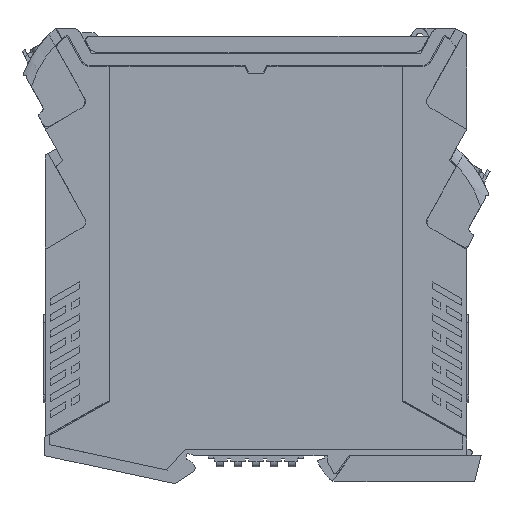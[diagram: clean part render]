
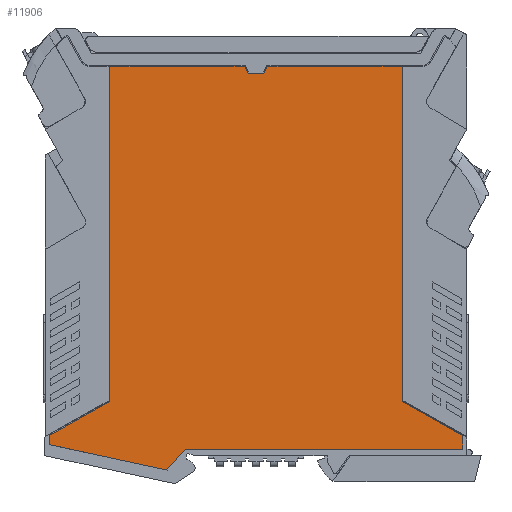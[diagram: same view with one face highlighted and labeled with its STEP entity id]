
A CAD part, left-side view. The second image highlights one B-rep face of the part: STEP entity #11906.
In plain terms, the highlighted planar face has unit normal (-1, 0, 0).
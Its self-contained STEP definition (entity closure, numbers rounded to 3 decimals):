
#11884=AXIS2_PLACEMENT_3D('Plane Axis2P3D',#11881,#11882,#11883) ;
#8233=CARTESIAN_POINT('Vertex',(0.,6.773,12.04)) ;
#8236=CARTESIAN_POINT('Line Origine',(0.,6.773,10.332)) ;
#8240=CARTESIAN_POINT('Vertex',(0.,6.773,8.624)) ;
#8256=CARTESIAN_POINT('Line Origine',(0.,58.64,8.624)) ;
#8260=CARTESIAN_POINT('Vertex',(0.,76.332,8.624)) ;
#8276=CARTESIAN_POINT('Line Origine',(0.,78.847,5.745)) ;
#8280=CARTESIAN_POINT('Vertex',(0.,80.884,3.413)) ;
#8282=CARTESIAN_POINT('Vertex',(0.,76.81,8.077)) ;
#8290=CARTESIAN_POINT('Line Origine',(0.,76.568,8.353)) ;
#8294=CARTESIAN_POINT('Vertex',(0.,76.805,8.082)) ;
#8297=CARTESIAN_POINT('Line Origine',(0.,76.808,8.079)) ;
#8314=CARTESIAN_POINT('Line Origine',(0.,95.661,6.592)) ;
#8318=CARTESIAN_POINT('Vertex',(0.,110.437,9.771)) ;
#8338=CARTESIAN_POINT('Line Origine',(0.,110.437,10.906)) ;
#8342=CARTESIAN_POINT('Vertex',(0.,110.437,12.04)) ;
#8358=CARTESIAN_POINT('Line Origine',(0.,102.821,16.305)) ;
#8362=CARTESIAN_POINT('Vertex',(0.,95.205,20.571)) ;
#8378=CARTESIAN_POINT('Line Origine',(0.,95.205,62.547)) ;
#8382=CARTESIAN_POINT('Vertex',(0.,95.205,104.524)) ;
#8398=CARTESIAN_POINT('Line Origine',(0.,63.186,104.524)) ;
#8402=CARTESIAN_POINT('Vertex',(0.,61.436,104.524)) ;
#8404=CARTESIAN_POINT('Vertex',(0.,64.936,104.524)) ;
#8412=CARTESIAN_POINT('Line Origine',(0.,80.07,104.524)) ;
#8431=CARTESIAN_POINT('Line Origine',(0.,60.993,103.574)) ;
#8435=CARTESIAN_POINT('Vertex',(0.,60.55,102.624)) ;
#8455=CARTESIAN_POINT('Vertex',(0.,56.66,102.624)) ;
#8458=CARTESIAN_POINT('Line Origine',(0.,58.605,102.624)) ;
#8476=CARTESIAN_POINT('Line Origine',(0.,56.217,103.574)) ;
#8480=CARTESIAN_POINT('Vertex',(0.,55.774,104.524)) ;
#8496=CARTESIAN_POINT('Line Origine',(0.,37.14,104.524)) ;
#8500=CARTESIAN_POINT('Vertex',(0.,22.005,104.524)) ;
#8502=CARTESIAN_POINT('Vertex',(0.,52.274,104.524)) ;
#8510=CARTESIAN_POINT('Line Origine',(0.,54.024,104.524)) ;
#8524=CARTESIAN_POINT('Line Origine',(0.,22.005,62.547)) ;
#8528=CARTESIAN_POINT('Vertex',(0.,22.005,20.571)) ;
#8544=CARTESIAN_POINT('Line Origine',(0.,14.389,16.305)) ;
#11881=CARTESIAN_POINT('Axis2P3D Location',(0.,58.605,7.024)) ;
#8237=DIRECTION('Vector Direction',(0.,0.,1.)) ;
#8257=DIRECTION('Vector Direction',(0.,1.,0.)) ;
#8277=DIRECTION('Vector Direction',(0.,-0.658,0.753)) ;
#8291=DIRECTION('Vector Direction',(0.,-0.658,0.753)) ;
#8298=DIRECTION('Vector Direction',(0.,-0.658,0.753)) ;
#8315=DIRECTION('Vector Direction',(0.,-0.978,-0.21)) ;
#8339=DIRECTION('Vector Direction',(0.,0.,-1.)) ;
#8359=DIRECTION('Vector Direction',(0.,0.872,-0.489)) ;
#8379=DIRECTION('Vector Direction',(0.,0.,-1.)) ;
#8399=DIRECTION('Vector Direction',(0.,1.,0.)) ;
#8413=DIRECTION('Vector Direction',(0.,1.,0.)) ;
#8432=DIRECTION('Vector Direction',(0.,0.423,0.906)) ;
#8459=DIRECTION('Vector Direction',(0.,1.,0.)) ;
#8477=DIRECTION('Vector Direction',(0.,-0.423,0.906)) ;
#8497=DIRECTION('Vector Direction',(0.,1.,0.)) ;
#8511=DIRECTION('Vector Direction',(0.,1.,0.)) ;
#8525=DIRECTION('Vector Direction',(0.,0.,1.)) ;
#8545=DIRECTION('Vector Direction',(0.,0.872,0.489)) ;
#11882=DIRECTION('Axis2P3D Direction',(-1.,0.,0.)) ;
#11883=DIRECTION('Axis2P3D XDirection',(0.,1.,0.)) ;
#8238=VECTOR('Line Direction',#8237,1.) ;
#8258=VECTOR('Line Direction',#8257,1.) ;
#8278=VECTOR('Line Direction',#8277,1.) ;
#8292=VECTOR('Line Direction',#8291,1.) ;
#8299=VECTOR('Line Direction',#8298,1.) ;
#8316=VECTOR('Line Direction',#8315,1.) ;
#8340=VECTOR('Line Direction',#8339,1.) ;
#8360=VECTOR('Line Direction',#8359,1.) ;
#8380=VECTOR('Line Direction',#8379,1.) ;
#8400=VECTOR('Line Direction',#8399,1.) ;
#8414=VECTOR('Line Direction',#8413,1.) ;
#8433=VECTOR('Line Direction',#8432,1.) ;
#8460=VECTOR('Line Direction',#8459,1.) ;
#8478=VECTOR('Line Direction',#8477,1.) ;
#8498=VECTOR('Line Direction',#8497,1.) ;
#8512=VECTOR('Line Direction',#8511,1.) ;
#8526=VECTOR('Line Direction',#8525,1.) ;
#8546=VECTOR('Line Direction',#8545,1.) ;
#11887=ORIENTED_EDGE('',*,*,#8462,.T.) ;
#11888=ORIENTED_EDGE('',*,*,#8437,.T.) ;
#11889=ORIENTED_EDGE('',*,*,#8406,.T.) ;
#11890=ORIENTED_EDGE('',*,*,#8416,.T.) ;
#11891=ORIENTED_EDGE('',*,*,#8384,.T.) ;
#11892=ORIENTED_EDGE('',*,*,#8364,.T.) ;
#11893=ORIENTED_EDGE('',*,*,#8344,.T.) ;
#11894=ORIENTED_EDGE('',*,*,#8320,.T.) ;
#11895=ORIENTED_EDGE('',*,*,#8284,.T.) ;
#11896=ORIENTED_EDGE('',*,*,#8301,.T.) ;
#11897=ORIENTED_EDGE('',*,*,#8296,.T.) ;
#11898=ORIENTED_EDGE('',*,*,#8262,.T.) ;
#11899=ORIENTED_EDGE('',*,*,#8242,.T.) ;
#11900=ORIENTED_EDGE('',*,*,#8548,.T.) ;
#11901=ORIENTED_EDGE('',*,*,#8530,.T.) ;
#11902=ORIENTED_EDGE('',*,*,#8504,.T.) ;
#11903=ORIENTED_EDGE('',*,*,#8514,.T.) ;
#11904=ORIENTED_EDGE('',*,*,#8482,.T.) ;
#11906=ADVANCED_FACE('GEHAEUSE',(#11905),#11885,.T.) ;
#8242=EDGE_CURVE('',#8241,#8234,#8239,.T.) ;
#8262=EDGE_CURVE('',#8261,#8241,#8259,.F.) ;
#8284=EDGE_CURVE('',#8281,#8283,#8279,.T.) ;
#8296=EDGE_CURVE('',#8295,#8261,#8293,.T.) ;
#8301=EDGE_CURVE('',#8283,#8295,#8300,.T.) ;
#8320=EDGE_CURVE('',#8319,#8281,#8317,.T.) ;
#8344=EDGE_CURVE('',#8343,#8319,#8341,.T.) ;
#8364=EDGE_CURVE('',#8363,#8343,#8361,.T.) ;
#8384=EDGE_CURVE('',#8383,#8363,#8381,.T.) ;
#8406=EDGE_CURVE('',#8403,#8405,#8401,.T.) ;
#8416=EDGE_CURVE('',#8405,#8383,#8415,.T.) ;
#8437=EDGE_CURVE('',#8436,#8403,#8434,.T.) ;
#8462=EDGE_CURVE('',#8456,#8436,#8461,.T.) ;
#8482=EDGE_CURVE('',#8481,#8456,#8479,.F.) ;
#8504=EDGE_CURVE('',#8501,#8503,#8499,.T.) ;
#8514=EDGE_CURVE('',#8503,#8481,#8513,.T.) ;
#8530=EDGE_CURVE('',#8529,#8501,#8527,.T.) ;
#8548=EDGE_CURVE('',#8234,#8529,#8547,.T.) ;
#11886=EDGE_LOOP('',(#11887,#11888,#11889,#11890,#11891,#11892,#11893,#11894,#11895,#11896,#11897,#11898,#11899,#11900,#11901,#11902,#11903,#11904)) ;
#11905=FACE_OUTER_BOUND('',#11886,.T.) ;
#8239=LINE('Line',#8236,#8238) ;
#8259=LINE('Line',#8256,#8258) ;
#8279=LINE('Line',#8276,#8278) ;
#8293=LINE('Line',#8290,#8292) ;
#8300=LINE('Line',#8297,#8299) ;
#8317=LINE('Line',#8314,#8316) ;
#8341=LINE('Line',#8338,#8340) ;
#8361=LINE('Line',#8358,#8360) ;
#8381=LINE('Line',#8378,#8380) ;
#8401=LINE('Line',#8398,#8400) ;
#8415=LINE('Line',#8412,#8414) ;
#8434=LINE('Line',#8431,#8433) ;
#8461=LINE('Line',#8458,#8460) ;
#8479=LINE('Line',#8476,#8478) ;
#8499=LINE('Line',#8496,#8498) ;
#8513=LINE('Line',#8510,#8512) ;
#8527=LINE('Line',#8524,#8526) ;
#8547=LINE('Line',#8544,#8546) ;
#11885=PLANE('',#11884) ;
#8234=VERTEX_POINT('',#8233) ;
#8241=VERTEX_POINT('',#8240) ;
#8261=VERTEX_POINT('',#8260) ;
#8281=VERTEX_POINT('',#8280) ;
#8283=VERTEX_POINT('',#8282) ;
#8295=VERTEX_POINT('',#8294) ;
#8319=VERTEX_POINT('',#8318) ;
#8343=VERTEX_POINT('',#8342) ;
#8363=VERTEX_POINT('',#8362) ;
#8383=VERTEX_POINT('',#8382) ;
#8403=VERTEX_POINT('',#8402) ;
#8405=VERTEX_POINT('',#8404) ;
#8436=VERTEX_POINT('',#8435) ;
#8456=VERTEX_POINT('',#8455) ;
#8481=VERTEX_POINT('',#8480) ;
#8501=VERTEX_POINT('',#8500) ;
#8503=VERTEX_POINT('',#8502) ;
#8529=VERTEX_POINT('',#8528) ;
